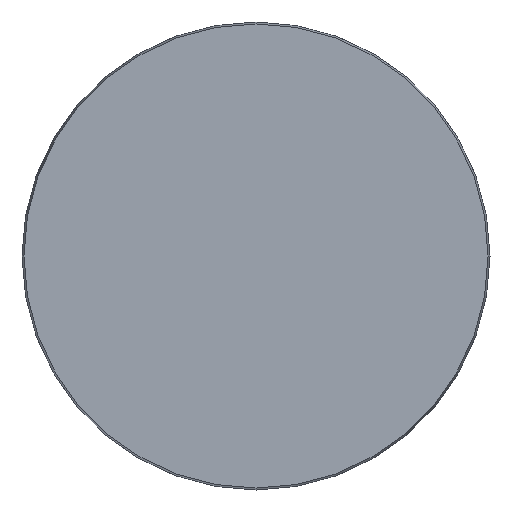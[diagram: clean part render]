
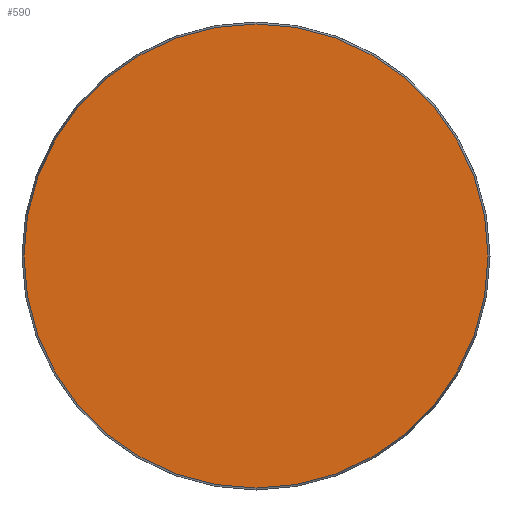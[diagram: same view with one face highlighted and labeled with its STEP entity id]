
A CAD part, front view. The second image highlights one B-rep face of the part: STEP entity #590.
In plain terms, the highlighted planar face has unit normal (0, -1, 0).
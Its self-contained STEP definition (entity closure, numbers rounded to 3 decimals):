
#4 = CIRCLE ( 'NONE', #263, 68.425 ) ;
#24 = PLANE ( 'NONE',  #388 ) ;
#65 = EDGE_LOOP ( 'NONE', ( #626 ) ) ;
#183 = EDGE_CURVE ( 'NONE', #645, #645, #4, .T. ) ;
#256 = FACE_OUTER_BOUND ( 'NONE', #65, .T. ) ;
#262 = DIRECTION ( 'NONE',  ( 0., 1., 0. ) ) ;
#263 = AXIS2_PLACEMENT_3D ( 'NONE', #280, #397, #575 ) ;
#280 = CARTESIAN_POINT ( 'NONE',  ( 0., 0., 0. ) ) ;
#388 = AXIS2_PLACEMENT_3D ( 'NONE', #664, #262, #490 ) ;
#397 = DIRECTION ( 'NONE',  ( 0., -1., 0. ) ) ;
#490 = DIRECTION ( 'NONE',  ( 0., 0., 1. ) ) ;
#575 = DIRECTION ( 'NONE',  ( 0., 0., -1. ) ) ;
#590 = ADVANCED_FACE ( 'NONE', ( #256 ), #24, .F. ) ;
#626 = ORIENTED_EDGE ( 'NONE', *, *, #183, .T. ) ;
#645 = VERTEX_POINT ( 'NONE', #694 ) ;
#664 = CARTESIAN_POINT ( 'NONE',  ( -68.425, 0., 0. ) ) ;
#694 = CARTESIAN_POINT ( 'NONE',  ( 0., 0., -68.425 ) ) ;
